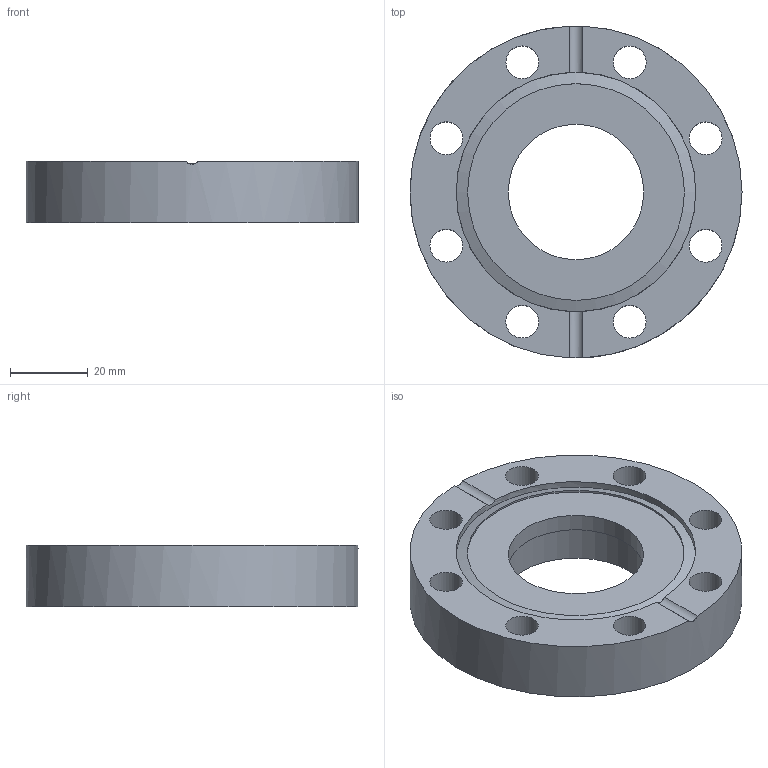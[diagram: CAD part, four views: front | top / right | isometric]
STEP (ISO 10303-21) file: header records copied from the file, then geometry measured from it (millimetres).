
FILE_DESCRIPTION(/* description */ ('338-150'),/* implementation_level */ '2;1');
FILE_NAME(/* name */ '5000089c.stp',/* time_stamp */ '2019-07-09T08:23:31-04:00',/* author */ ('Glen_C'),/* organization */ (''),/* preprocessor_version */ 'ST-DEVELOPER v16.13',/* originating_system */ 'Autodesk Inventor 2018',/* authorisation */ '');
FILE_SCHEMA (('AUTOMOTIVE_DESIGN { 1 0 10303 214 3 1 1 }'));
Length unit declared in the file: inch
Products named in the file (1): 5000089
Bounding box: 85.6 x 85.6 x 15.88 mm (x, y, z)
Volume: 64610.4 mm3; surface area: 18520.1 mm2
Topology: 1 solids, 1 shells, 21 faces, 62 edges, 44 vertices
Faces by surface type: cylinder 15, plane 5, cone 1
Full cylindrical faces by diameter (mm): 8.433 x8, 34.925 x1, 38.354 x1, 55.88 x1, 61.747 x1, 85.598 x1
Entity records: 687 total; most frequent: CARTESIAN_POINT 148, DIRECTION 104, ORIENTED_EDGE 76, EDGE_LOOP 54, AXIS2_PLACEMENT_3D 50, EDGE_CURVE 38, VERTEX_POINT 34, FACE_BOUND 33
